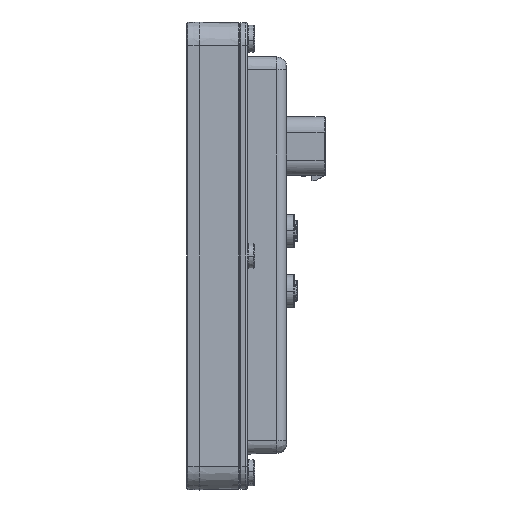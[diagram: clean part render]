
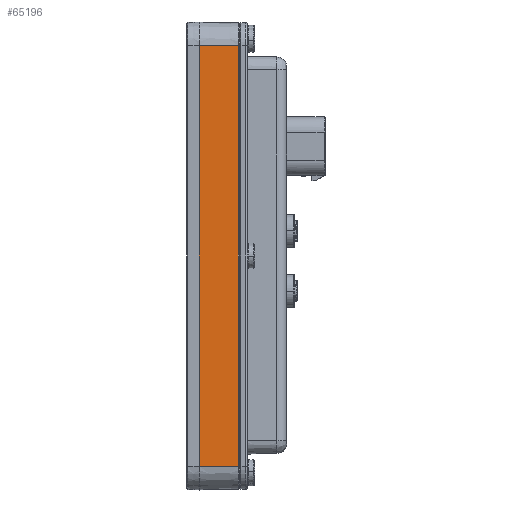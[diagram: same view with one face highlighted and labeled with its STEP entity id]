
A CAD part, left-side view. The second image highlights one B-rep face of the part: STEP entity #65196.
In plain terms, the highlighted planar face has unit normal (-1, -0.018, 0).
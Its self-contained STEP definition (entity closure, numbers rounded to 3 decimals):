
#2157=DIRECTION('',(-0.017,1.,0.));
#2158=VECTOR('',#2157,15.752);
#2159=CARTESIAN_POINT('',(-133.985,19.25,84.079));
#2160=LINE('',#2159,#2158);
#2166=DIRECTION('',(0.,0.,-1.));
#2167=VECTOR('',#2166,168.159);
#2168=CARTESIAN_POINT('',(-133.985,19.25,84.079));
#2169=LINE('',#2168,#2167);
#2170=DIRECTION('',(-0.017,1.,0.));
#2171=VECTOR('',#2170,15.752);
#2172=CARTESIAN_POINT('',(-133.985,19.25,
-84.079));
#2173=LINE('',#2172,#2171);
#2174=DIRECTION('',(0.,0.,1.));
#2175=VECTOR('',#2174,168.159);
#2176=CARTESIAN_POINT('',(-134.259,35.,-84.079));
#2177=LINE('',#2176,#2175);
#54279=CARTESIAN_POINT('',(-134.259,35.,-84.079));
#54280=VERTEX_POINT('',#54279);
#54281=CARTESIAN_POINT('',(-134.259,35.,84.079));
#54282=VERTEX_POINT('',#54281);
#55093=CARTESIAN_POINT('',(-133.985,19.25,-84.079));
#55094=VERTEX_POINT('',#55093);
#55095=CARTESIAN_POINT('',(-133.985,19.25,
84.079));
#55096=VERTEX_POINT('',#55095);
#65183=CARTESIAN_POINT('',(-134.122,27.125,0.));
#65184=DIRECTION('',(1.,0.017,0.));
#65185=DIRECTION('',(0.,0.,1.));
#65186=AXIS2_PLACEMENT_3D('',#65183,#65184,#65185);
#65187=PLANE('',#65186);
#65188=ORIENTED_EDGE('',*,*,#65002,.T.);
#65190=ORIENTED_EDGE('',*,*,#65189,.T.);
#65192=ORIENTED_EDGE('',*,*,#65191,.T.);
#65193=ORIENTED_EDGE('',*,*,#65168,.F.);
#65194=EDGE_LOOP('',(#65188,#65190,#65192,#65193));
#65195=FACE_OUTER_BOUND('',#65194,.F.);
#65002=EDGE_CURVE('',#55096,#55094,#2169,.T.);
#65168=EDGE_CURVE('',#55096,#54282,#2160,.T.);
#65189=EDGE_CURVE('',#55094,#54280,#2173,.T.);
#65191=EDGE_CURVE('',#54280,#54282,#2177,.T.);
#65196=ADVANCED_FACE('',(#65195),#65187,.F.);
